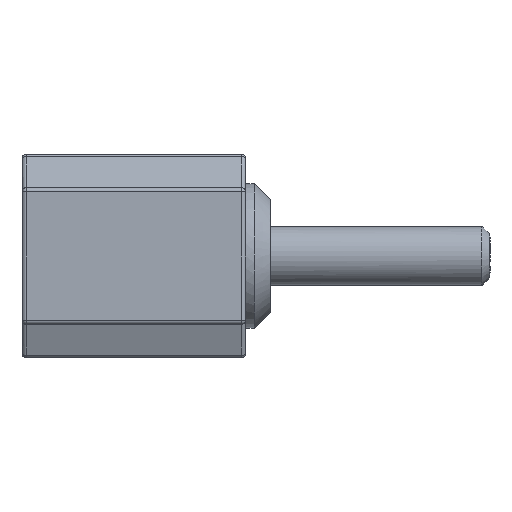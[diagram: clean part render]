
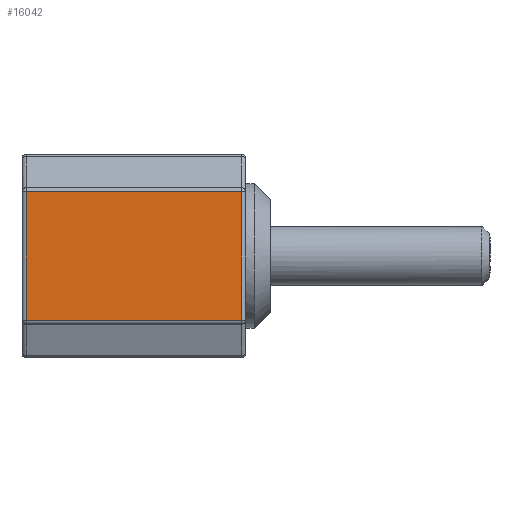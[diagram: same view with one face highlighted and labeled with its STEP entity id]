
A CAD part, left-side view. The second image highlights one B-rep face of the part: STEP entity #16042.
In plain terms, the highlighted planar face has unit normal (-1, 0, 0).
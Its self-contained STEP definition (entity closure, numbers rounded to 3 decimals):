
#632 = EDGE_CURVE ( 'NONE', #10340, #8257, #6643, .T. ) ;
#879 = FACE_OUTER_BOUND ( 'NONE', #1175, .T. ) ;
#1175 = EDGE_LOOP ( 'NONE', ( #7053, #1641, #11258, #9918 ) ) ;
#1641 = ORIENTED_EDGE ( 'NONE', *, *, #13342, .T. ) ;
#2395 = VECTOR ( 'NONE', #8969, 1000. ) ;
#2402 = VERTEX_POINT ( 'NONE', #12853 ) ;
#2459 = LINE ( 'NONE', #5855, #5904 ) ;
#4108 = VECTOR ( 'NONE', #13387, 1000. ) ;
#5088 = EDGE_CURVE ( 'NONE', #12977, #10340, #16184, .T. ) ;
#5855 = CARTESIAN_POINT ( 'NONE',  ( -1.27, -2.74, 0.852 ) ) ;
#5904 = VECTOR ( 'NONE', #7185, 1000. ) ;
#6096 = CARTESIAN_POINT ( 'NONE',  ( -1.27, -2.79, -0.802 ) ) ;
#6643 = LINE ( 'NONE', #6096, #10070 ) ;
#6912 = CARTESIAN_POINT ( 'NONE',  ( -1.27, -0.05, 0.802 ) ) ;
#6928 = DIRECTION ( 'NONE',  ( 0., 0., 1. ) ) ;
#7053 = ORIENTED_EDGE ( 'NONE', *, *, #632, .T. ) ;
#7185 = DIRECTION ( 'NONE',  ( 0., 0., 1. ) ) ;
#8257 = VERTEX_POINT ( 'NONE', #14710 ) ;
#8777 = LINE ( 'NONE', #14678, #4108 ) ;
#8819 = CARTESIAN_POINT ( 'NONE',  ( -1.27, -0.05, -0.802 ) ) ;
#8905 = CARTESIAN_POINT ( 'NONE',  ( -1.27, -0.05, -0.852 ) ) ;
#8969 = DIRECTION ( 'NONE',  ( 0., 0., -1. ) ) ;
#9495 = PLANE ( 'NONE',  #15283 ) ;
#9918 = ORIENTED_EDGE ( 'NONE', *, *, #5088, .T. ) ;
#10070 = VECTOR ( 'NONE', #15075, 1000. ) ;
#10108 = EDGE_CURVE ( 'NONE', #2402, #12977, #8777, .T. ) ;
#10340 = VERTEX_POINT ( 'NONE', #8819 ) ;
#11258 = ORIENTED_EDGE ( 'NONE', *, *, #10108, .T. ) ;
#12076 = CARTESIAN_POINT ( 'NONE',  ( -1.27, -2.79, -0.852 ) ) ;
#12853 = CARTESIAN_POINT ( 'NONE',  ( -1.27, -2.74, 0.802 ) ) ;
#12977 = VERTEX_POINT ( 'NONE', #6912 ) ;
#13342 = EDGE_CURVE ( 'NONE', #8257, #2402, #2459, .T. ) ;
#13387 = DIRECTION ( 'NONE',  ( 0., 1., 0. ) ) ;
#14657 = DIRECTION ( 'NONE',  ( -1., 0., 0. ) ) ;
#14678 = CARTESIAN_POINT ( 'NONE',  ( -1.27, -2.79, 0.802 ) ) ;
#14710 = CARTESIAN_POINT ( 'NONE',  ( -1.27, -2.74, -0.802 ) ) ;
#15075 = DIRECTION ( 'NONE',  ( 0., -1., 0. ) ) ;
#15283 = AXIS2_PLACEMENT_3D ( 'NONE', #12076, #14657, #6928 ) ;
#16042 = ADVANCED_FACE ( 'NONE', ( #879 ), #9495, .T. ) ;
#16184 = LINE ( 'NONE', #8905, #2395 ) ;
